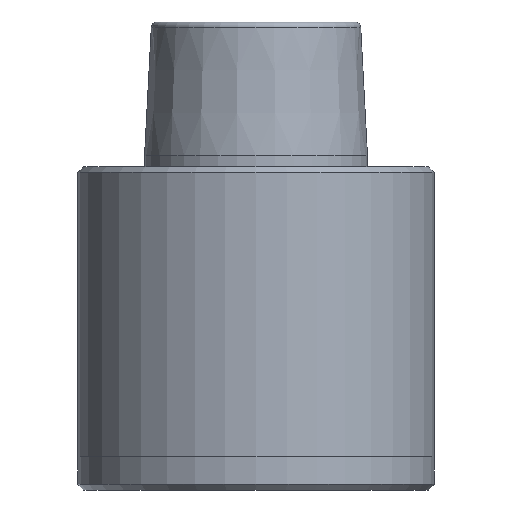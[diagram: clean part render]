
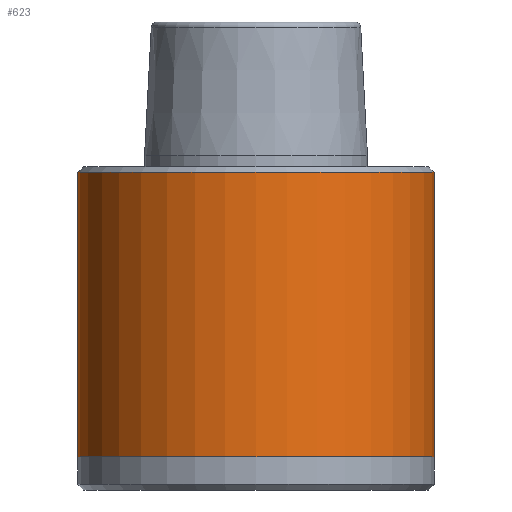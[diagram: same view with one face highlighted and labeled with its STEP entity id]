
A CAD part, front view. The second image highlights one B-rep face of the part: STEP entity #623.
In plain terms, the highlighted cylindrical face has radius 16 mm (diameter 32 mm), a partial arc.
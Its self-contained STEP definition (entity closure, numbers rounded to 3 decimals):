
#25 = EDGE_CURVE ( 'NONE', #212, #366, #786, .T. ) ;
#36 = EDGE_LOOP ( 'NONE', ( #390, #100, #1241, #947 ) ) ;
#77 = CARTESIAN_POINT ( 'NONE',  ( 0., 0., -1.5 ) ) ;
#100 = ORIENTED_EDGE ( 'NONE', *, *, #346, .T. ) ;
#107 = VECTOR ( 'NONE', #1283, 1000. ) ;
#168 = EDGE_CURVE ( 'NONE', #981, #731, #364, .T. ) ;
#189 = DIRECTION ( 'NONE',  ( -1., 0., 0. ) ) ;
#202 = EDGE_CURVE ( 'NONE', #366, #731, #898, .T. ) ;
#212 = VERTEX_POINT ( 'NONE', #1398 ) ;
#293 = FACE_OUTER_BOUND ( 'NONE', #36, .T. ) ;
#346 = EDGE_CURVE ( 'NONE', #981, #212, #706, .T. ) ;
#352 = DIRECTION ( 'NONE',  ( 0., 0., 1. ) ) ;
#364 = LINE ( 'NONE', #400, #107 ) ;
#366 = VERTEX_POINT ( 'NONE', #724 ) ;
#390 = ORIENTED_EDGE ( 'NONE', *, *, #168, .F. ) ;
#400 = CARTESIAN_POINT ( 'NONE',  ( -16., 0., -30. ) ) ;
#466 = CARTESIAN_POINT ( 'NONE',  ( 16., 0., -30. ) ) ;
#577 = CARTESIAN_POINT ( 'NONE',  ( -16., 0., -27. ) ) ;
#591 = AXIS2_PLACEMENT_3D ( 'NONE', #77, #862, #189 ) ;
#607 = DIRECTION ( 'NONE',  ( 0., 0., 1. ) ) ;
#612 = DIRECTION ( 'NONE',  ( 1., 0., 0. ) ) ;
#623 = ADVANCED_FACE ( 'NONE', ( #293 ), #1103, .T. ) ;
#706 = CIRCLE ( 'NONE', #895, 16. ) ;
#724 = CARTESIAN_POINT ( 'NONE',  ( 16., 0., -1.5 ) ) ;
#731 = VERTEX_POINT ( 'NONE', #1050 ) ;
#786 = LINE ( 'NONE', #466, #1355 ) ;
#841 = DIRECTION ( 'NONE',  ( 0., 0., 1. ) ) ;
#862 = DIRECTION ( 'NONE',  ( 0., 0., -1. ) ) ;
#895 = AXIS2_PLACEMENT_3D ( 'NONE', #1264, #607, #1372 ) ;
#898 = CIRCLE ( 'NONE', #591, 16. ) ;
#947 = ORIENTED_EDGE ( 'NONE', *, *, #202, .T. ) ;
#981 = VERTEX_POINT ( 'NONE', #577 ) ;
#1050 = CARTESIAN_POINT ( 'NONE',  ( -16., 0., -1.5 ) ) ;
#1103 = CYLINDRICAL_SURFACE ( 'NONE', #1385, 16. ) ;
#1117 = CARTESIAN_POINT ( 'NONE',  ( 0., 0., -30. ) ) ;
#1241 = ORIENTED_EDGE ( 'NONE', *, *, #25, .T. ) ;
#1264 = CARTESIAN_POINT ( 'NONE',  ( 0., 0., -27. ) ) ;
#1283 = DIRECTION ( 'NONE',  ( 0., 0., 1. ) ) ;
#1355 = VECTOR ( 'NONE', #352, 1000. ) ;
#1372 = DIRECTION ( 'NONE',  ( 1., 0., 0. ) ) ;
#1385 = AXIS2_PLACEMENT_3D ( 'NONE', #1117, #841, #612 ) ;
#1398 = CARTESIAN_POINT ( 'NONE',  ( 16., 0., -27. ) ) ;
